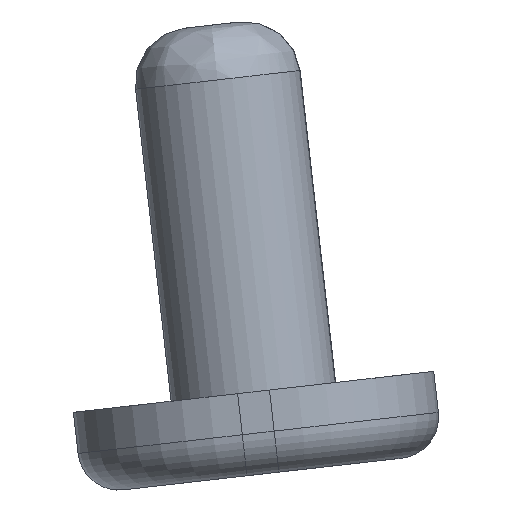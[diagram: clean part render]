
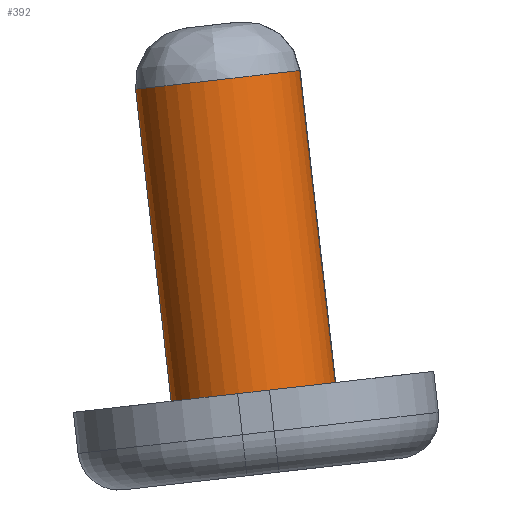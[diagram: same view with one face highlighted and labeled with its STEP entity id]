
A CAD part, left-side view. The second image highlights one B-rep face of the part: STEP entity #392.
In plain terms, the highlighted cylindrical face has radius 1.5 mm (diameter 3 mm), a full revolution.
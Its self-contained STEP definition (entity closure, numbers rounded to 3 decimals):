
#48=FACE_OUTER_BOUND('',#75,.T.);
#75=EDGE_LOOP('',(#317,#318,#319,#320));
#106=LINE('',#714,#129);
#129=VECTOR('',#562,1.5);
#157=CIRCLE('',#452,1.5);
#158=CIRCLE('',#454,1.5);
#191=VERTEX_POINT('',#709);
#192=VERTEX_POINT('',#713);
#237=EDGE_CURVE('',#191,#191,#157,.T.);
#238=EDGE_CURVE('',#191,#192,#106,.T.);
#239=EDGE_CURVE('',#192,#192,#158,.T.);
#317=ORIENTED_EDGE('',*,*,#237,.F.);
#318=ORIENTED_EDGE('',*,*,#238,.T.);
#319=ORIENTED_EDGE('',*,*,#239,.T.);
#320=ORIENTED_EDGE('',*,*,#238,.F.);
#373=CYLINDRICAL_SURFACE('',#453,1.5);
#392=ADVANCED_FACE('',(#48),#373,.T.);
#452=AXIS2_PLACEMENT_3D('',#711,#558,#559);
#453=AXIS2_PLACEMENT_3D('',#712,#560,#561);
#454=AXIS2_PLACEMENT_3D('',#715,#563,#564);
#558=DIRECTION('center_axis',(0.,0.113,0.994));
#559=DIRECTION('ref_axis',(1.,0.,0.));
#560=DIRECTION('center_axis',(0.,0.113,0.994));
#561=DIRECTION('ref_axis',(1.,0.,0.));
#562=DIRECTION('',(0.,-0.113,-0.994));
#563=DIRECTION('center_axis',(0.,0.113,0.994));
#564=DIRECTION('ref_axis',(1.,0.,0.));
#709=CARTESIAN_POINT('',(-117.217,47.719,-16.349));
#711=CARTESIAN_POINT('Origin',(-115.717,47.719,-16.349));
#712=CARTESIAN_POINT('Origin',(-115.717,47.04,-22.31));
#713=CARTESIAN_POINT('',(-117.217,47.074,-22.012));
#714=CARTESIAN_POINT('',(-117.217,47.04,-22.31));
#715=CARTESIAN_POINT('Origin',(-115.717,47.074,-22.012));
